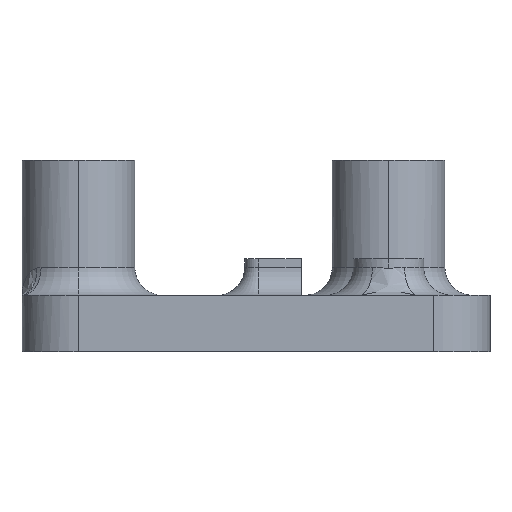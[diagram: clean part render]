
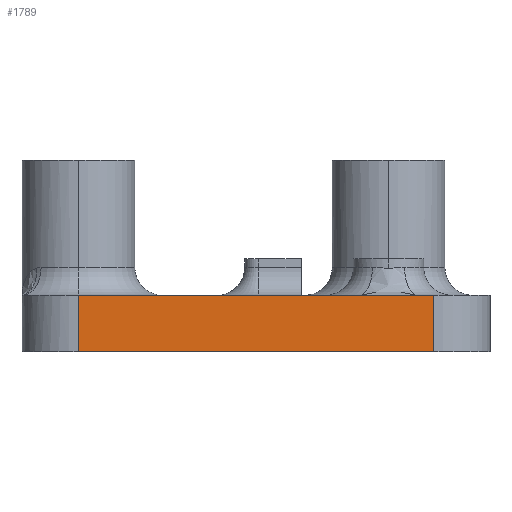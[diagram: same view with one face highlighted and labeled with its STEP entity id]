
A CAD part, left-side view. The second image highlights one B-rep face of the part: STEP entity #1789.
In plain terms, the highlighted planar face has unit normal (-1, 0, 0).
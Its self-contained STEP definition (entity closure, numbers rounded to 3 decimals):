
#88 = PLANE ( 'NONE',  #1585 ) ;
#127 = CARTESIAN_POINT ( 'NONE',  ( -18., -3.2, 4. ) ) ;
#171 = LINE ( 'NONE', #1554, #1889 ) ;
#232 = VECTOR ( 'NONE', #537, 1000. ) ;
#249 = DIRECTION ( 'NONE',  ( 0., 0., -1. ) ) ;
#308 = ORIENTED_EDGE ( 'NONE', *, *, #1113, .T. ) ;
#333 = DIRECTION ( 'NONE',  ( 0., 1., 0. ) ) ;
#334 = VECTOR ( 'NONE', #2369, 1000. ) ;
#391 = ORIENTED_EDGE ( 'NONE', *, *, #2341, .F. ) ;
#438 = LINE ( 'NONE', #1096, #1024 ) ;
#478 = VERTEX_POINT ( 'NONE', #570 ) ;
#537 = DIRECTION ( 'NONE',  ( 0., -1., 0. ) ) ;
#540 = FACE_OUTER_BOUND ( 'NONE', #1880, .T. ) ;
#570 = CARTESIAN_POINT ( 'NONE',  ( -18., 22., 4. ) ) ;
#615 = CARTESIAN_POINT ( 'NONE',  ( -18., 26., 4. ) ) ;
#637 = DIRECTION ( 'NONE',  ( 0., -1., 0. ) ) ;
#671 = VERTEX_POINT ( 'NONE', #678 ) ;
#678 = CARTESIAN_POINT ( 'NONE',  ( -18., -2.062, 4. ) ) ;
#680 = LINE ( 'NONE', #1879, #232 ) ;
#683 = VECTOR ( 'NONE', #803, 1000. ) ;
#803 = DIRECTION ( 'NONE',  ( 0., -1., 0. ) ) ;
#1024 = VECTOR ( 'NONE', #1750, 1000. ) ;
#1096 = CARTESIAN_POINT ( 'NONE',  ( -18., 26., 0. ) ) ;
#1104 = CARTESIAN_POINT ( 'NONE',  ( -18., 2.062, 4. ) ) ;
#1113 = EDGE_CURVE ( 'NONE', #2379, #1354, #438, .T. ) ;
#1246 = EDGE_CURVE ( 'NONE', #478, #2379, #171, .T. ) ;
#1264 = LINE ( 'NONE', #615, #683 ) ;
#1317 = ORIENTED_EDGE ( 'NONE', *, *, #1246, .T. ) ;
#1354 = VERTEX_POINT ( 'NONE', #1815 ) ;
#1420 = CARTESIAN_POINT ( 'NONE',  ( -18., 26., 4. ) ) ;
#1427 = LINE ( 'NONE', #1724, #2838 ) ;
#1535 = ORIENTED_EDGE ( 'NONE', *, *, #1992, .F. ) ;
#1554 = CARTESIAN_POINT ( 'NONE',  ( -18., 22., 4. ) ) ;
#1585 = AXIS2_PLACEMENT_3D ( 'NONE', #1420, #2530, #333 ) ;
#1724 = CARTESIAN_POINT ( 'NONE',  ( -18., 26., 4. ) ) ;
#1750 = DIRECTION ( 'NONE',  ( 0., -1., 0. ) ) ;
#1765 = VERTEX_POINT ( 'NONE', #127 ) ;
#1789 = ADVANCED_FACE ( 'NONE', ( #540 ), #88, .F. ) ;
#1815 = CARTESIAN_POINT ( 'NONE',  ( -18., -3.2, 0. ) ) ;
#1879 = CARTESIAN_POINT ( 'NONE',  ( -18., 26., 4. ) ) ;
#1880 = EDGE_LOOP ( 'NONE', ( #308, #2252, #2455, #1535, #391, #1317 ) ) ;
#1889 = VECTOR ( 'NONE', #249, 1000. ) ;
#1992 = EDGE_CURVE ( 'NONE', #2773, #671, #1264, .T. ) ;
#2252 = ORIENTED_EDGE ( 'NONE', *, *, #2495, .T. ) ;
#2329 = LINE ( 'NONE', #2813, #334 ) ;
#2341 = EDGE_CURVE ( 'NONE', #478, #2773, #680, .T. ) ;
#2369 = DIRECTION ( 'NONE',  ( 0., 0., 1. ) ) ;
#2379 = VERTEX_POINT ( 'NONE', #2760 ) ;
#2455 = ORIENTED_EDGE ( 'NONE', *, *, #2570, .F. ) ;
#2495 = EDGE_CURVE ( 'NONE', #1354, #1765, #2329, .T. ) ;
#2530 = DIRECTION ( 'NONE',  ( 1., 0., 0. ) ) ;
#2570 = EDGE_CURVE ( 'NONE', #671, #1765, #1427, .T. ) ;
#2760 = CARTESIAN_POINT ( 'NONE',  ( -18., 22., 0. ) ) ;
#2773 = VERTEX_POINT ( 'NONE', #1104 ) ;
#2813 = CARTESIAN_POINT ( 'NONE',  ( -18., -3.2, 4. ) ) ;
#2838 = VECTOR ( 'NONE', #637, 1000. ) ;
